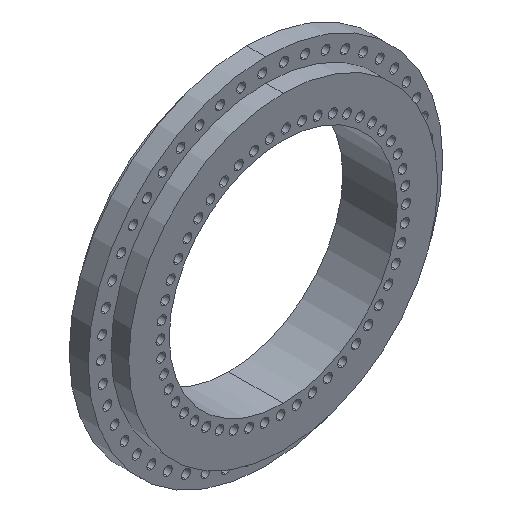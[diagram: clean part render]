
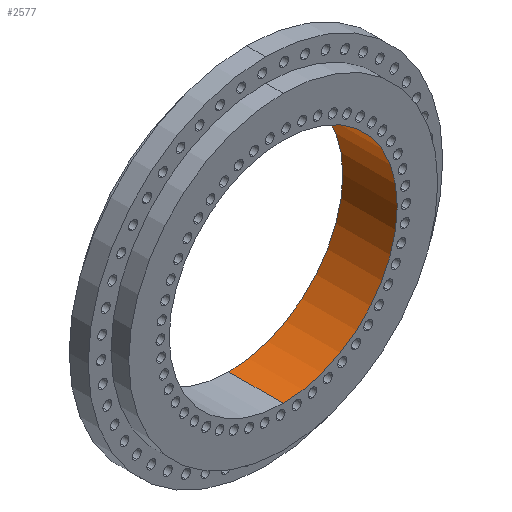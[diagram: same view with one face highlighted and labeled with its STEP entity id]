
A CAD part, isometric view. The second image highlights one B-rep face of the part: STEP entity #2577.
In plain terms, the highlighted cylindrical face has radius 90 mm (diameter 180 mm), a partial arc.
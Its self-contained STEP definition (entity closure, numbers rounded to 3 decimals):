
#845 = CIRCLE ( 'NONE', #4011, 90. ) ;
#984 = EDGE_CURVE ( 'NONE', #6681, #6680, #845, .T. ) ;
#1942 = EDGE_CURVE ( 'NONE', #6679, #6681, #3746, .T. ) ;
#2577 = ADVANCED_FACE ( 'NONE', ( #9082 ), #9080, .F. ) ;
#2633 = EDGE_CURVE ( 'NONE', #6679, #6678, #10618, .T. ) ;
#3467 = CARTESIAN_POINT ( 'NONE',  ( 0., 7.56, 0. ) ) ;
#3468 = DIRECTION ( 'NONE',  ( 0., -1., 0. ) ) ;
#3469 = DIRECTION ( 'NONE',  ( 0., 0., -1. ) ) ;
#3746 = LINE ( 'NONE', #3747, #4208 ) ;
#3747 = CARTESIAN_POINT ( 'NONE',  ( 0., 0., -90. ) ) ;
#3748 = DIRECTION ( 'NONE',  ( 0., -1., 0. ) ) ;
#4011 = AXIS2_PLACEMENT_3D ( 'NONE', #3467, #3468, #3469 ) ;
#4208 = VECTOR ( 'NONE', #3748, 1000. ) ;
#6238 = EDGE_LOOP ( 'NONE', ( #8288, #8292, #8293, #8291 ) ) ;
#6678 = VERTEX_POINT ( 'NONE', #11079 ) ;
#6679 = VERTEX_POINT ( 'NONE', #11080 ) ;
#6680 = VERTEX_POINT ( 'NONE', #11081 ) ;
#6681 = VERTEX_POINT ( 'NONE', #11082 ) ;
#7338 = EDGE_CURVE ( 'NONE', #6678, #6680, #11119, .T. ) ;
#8288 = ORIENTED_EDGE ( 'NONE', *, *, #7338, .F. ) ;
#8291 = ORIENTED_EDGE ( 'NONE', *, *, #984, .T. ) ;
#8292 = ORIENTED_EDGE ( 'NONE', *, *, #2633, .F. ) ;
#8293 = ORIENTED_EDGE ( 'NONE', *, *, #1942, .T. ) ;
#9078 = AXIS2_PLACEMENT_3D ( 'NONE', #9940, #9941, #9942 ) ;
#9080 = CYLINDRICAL_SURFACE ( 'NONE', #9078, 90. ) ;
#9082 = FACE_OUTER_BOUND ( 'NONE', #6238, .T. ) ;
#9188 = AXIS2_PLACEMENT_3D ( 'NONE', #10108, #10109, #10110 ) ;
#9289 = VECTOR ( 'NONE', #11121, 1000. ) ;
#9940 = CARTESIAN_POINT ( 'NONE',  ( 0., 0., 0. ) ) ;
#9941 = DIRECTION ( 'NONE',  ( 0., -1., 0. ) ) ;
#9942 = DIRECTION ( 'NONE',  ( 0., 0., -1. ) ) ;
#10108 = CARTESIAN_POINT ( 'NONE',  ( 0., 50.56, 0. ) ) ;
#10109 = DIRECTION ( 'NONE',  ( 0., -1., 0. ) ) ;
#10110 = DIRECTION ( 'NONE',  ( 0., 0., -1. ) ) ;
#10618 = CIRCLE ( 'NONE', #9188, 90. ) ;
#11079 = CARTESIAN_POINT ( 'NONE',  ( 0., 50.56, 90. ) ) ;
#11080 = CARTESIAN_POINT ( 'NONE',  ( 0., 50.56, -90. ) ) ;
#11081 = CARTESIAN_POINT ( 'NONE',  ( 0., 7.56, 90. ) ) ;
#11082 = CARTESIAN_POINT ( 'NONE',  ( 0., 7.56, -90. ) ) ;
#11119 = LINE ( 'NONE', #11120, #9289 ) ;
#11120 = CARTESIAN_POINT ( 'NONE',  ( 0., 0., 90. ) ) ;
#11121 = DIRECTION ( 'NONE',  ( 0., -1., 0. ) ) ;
